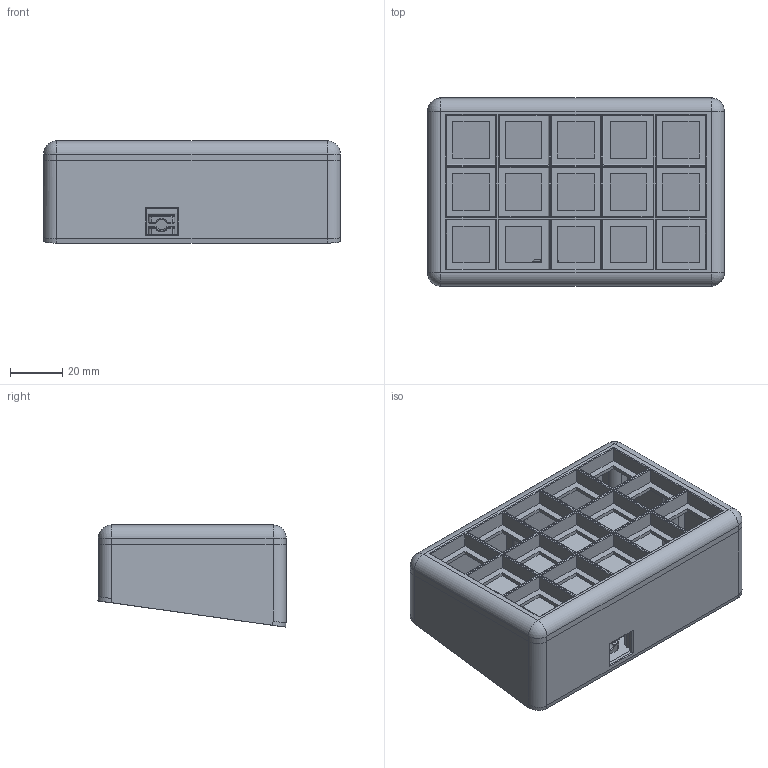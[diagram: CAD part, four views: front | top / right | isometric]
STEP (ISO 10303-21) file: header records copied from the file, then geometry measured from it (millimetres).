
FILE_DESCRIPTION(/* description */ (''),/* implementation_level */ '2;1');
FILE_NAME(/* name */ 'Frame.step',/* time_stamp */ '2022-02-04T15:51:28+01:00',/* author */ (''),/* organization */ (''),/* preprocessor_version */ 'ST-DEVELOPER v18.1',/* originating_system */ 'Autodesk Translation Framework v10.13.0.1454',/* authorisation */ '');
FILE_SCHEMA (('AUTOMOTIVE_DESIGN { 1 0 10303 214 3 1 1 }'));
Length unit declared in the file: millimetre
Products named in the file (1): button frame
Bounding box: 113.2 x 71.82 x 38.98 mm (x, y, z)
Volume: 54558 mm3; surface area: 58641.4 mm2
Topology: 3 solids, 3 shells, 400 faces, 956 edges, 596 vertices
Faces by surface type: plane 212, cylinder 148, torus 16, sphere 12, bspline 12
Full cylindrical faces by diameter (mm): 1.8 x10, 2.3 x10, 4.2 x8
Entity records: 11697 total; most frequent: CARTESIAN_POINT 2109, DIRECTION 2018, ORIENTED_EDGE 1912, EDGE_CURVE 956, AXIS2_PLACEMENT_3D 673, LINE 672, VECTOR 672, VERTEX_POINT 596
